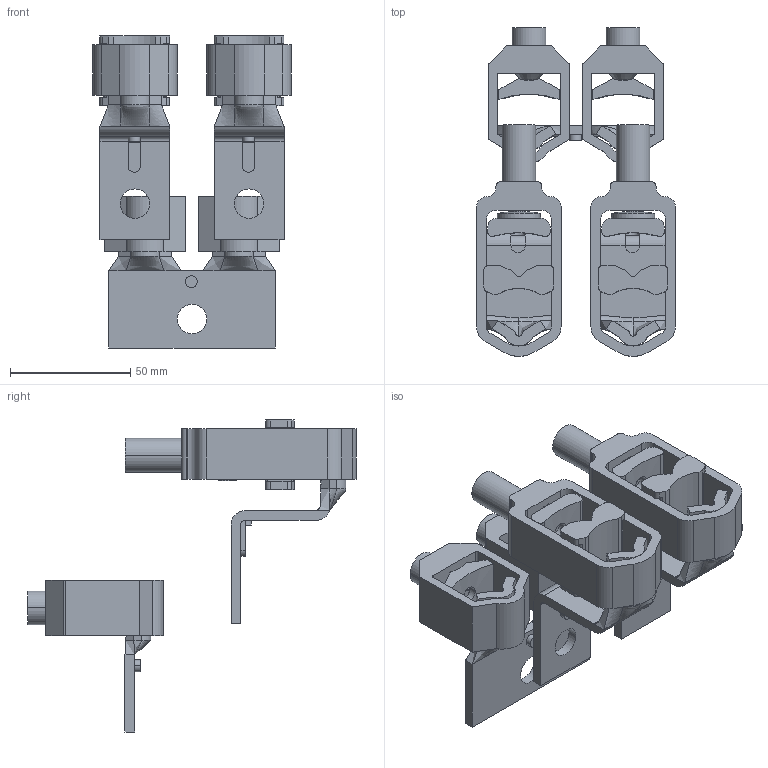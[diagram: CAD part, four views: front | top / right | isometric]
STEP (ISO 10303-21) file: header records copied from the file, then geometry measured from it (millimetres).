
FILE_DESCRIPTION((''),'2;1');
FILE_NAME('1SEB619274_ASM','2020-08-05T11:29:19',('FIALPRI1'),(''),'CREO PARAMETRIC BY PTC INC, 2019164','CREO PARAMETRIC BY PTC INC, 2019164','');
FILE_SCHEMA(('AUTOMOTIVE_DESIGN { 1 0 10303 214 1 1 1 1 }'));
Products named in the file (13): 1SEP619251P0001_A01; 1SEP619250P0001; MIG101508_01; MIG100046_03; 1SEP408_01; MIG101509_01; GZN490084P0109_01; NHSN722067P0013_A_ASM; MIG100121_02; MIG100171_01; MIG100122_02; NHSN722066P0003_D_ASM; 1SEB619274_ASM
Assembly tree (15 placements, depth 3):
  1SEB619274_ASM
    1SEP619251P0001_A01
    1SEP619250P0001  x2
    NHSN722067P0013_A_ASM  x2
      MIG101508_01
      MIG100046_03
      1SEP408_01
      MIG101509_01
      GZN490084P0109_01
    NHSN722066P0003_D_ASM  x2
      MIG100121_02
      MIG100171_01
      MIG100122_02
Bounding box: 82.42 x 136.52 x 129.49 mm (x, y, z)
Volume: 141698.9 mm3; surface area: 78682.3 mm2
Topology: 19 solids, 19 shells, 1530 faces, 3766 edges, 2442 vertices
Faces by surface type: plane 624, bspline 380, cylinder 326, extrusion 168, cone 24, torus 8
Entity records: 65375 total; most frequent: CARTESIAN_POINT 30163, ORIENTED_EDGE 4818, DIRECTION 3950, EDGE_CURVE 2409, VECTOR 1837, PRESENTATION_STYLE_ASSIGNMENT 1815, STYLED_ITEM 1815, CURVE_STYLE 1770
